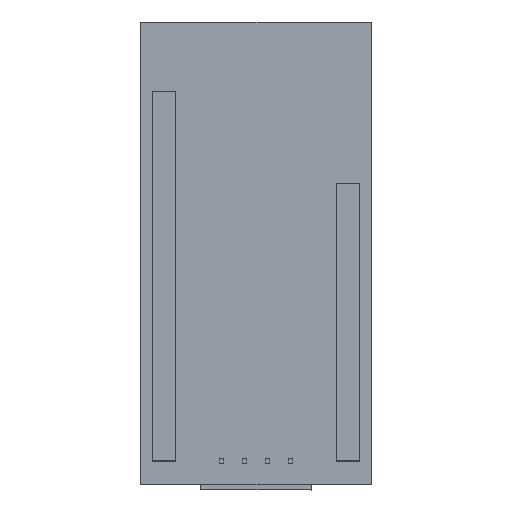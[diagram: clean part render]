
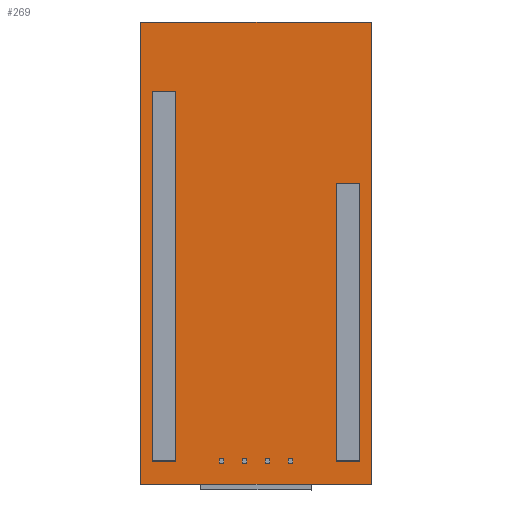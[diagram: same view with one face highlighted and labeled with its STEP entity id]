
A CAD part, top view. The second image highlights one B-rep face of the part: STEP entity #269.
In plain terms, the highlighted planar face has unit normal (0, 0, 1).
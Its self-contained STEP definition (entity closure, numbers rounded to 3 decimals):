
#76 = VERTEX_POINT('',#77);
#77 = CARTESIAN_POINT('',(88.9,102.87,0.411));
#83 = EDGE_CURVE('',#76,#84,#86,.T.);
#84 = VERTEX_POINT('',#85);
#85 = CARTESIAN_POINT('',(101.6,102.87,0.411));
#86 = LINE('',#87,#88);
#87 = CARTESIAN_POINT('',(88.9,102.87,0.411));
#88 = VECTOR('',#89,1.);
#89 = DIRECTION('',(1.,0.,0.));
#114 = EDGE_CURVE('',#84,#115,#117,.T.);
#115 = VERTEX_POINT('',#116);
#116 = CARTESIAN_POINT('',(114.3,102.87,0.411));
#117 = LINE('',#118,#119);
#118 = CARTESIAN_POINT('',(101.6,102.87,0.411));
#119 = VECTOR('',#120,1.);
#120 = DIRECTION('',(1.,0.,0.));
#145 = EDGE_CURVE('',#115,#146,#148,.T.);
#146 = VERTEX_POINT('',#147);
#147 = CARTESIAN_POINT('',(114.3,52.07,0.411));
#148 = LINE('',#149,#150);
#149 = CARTESIAN_POINT('',(114.3,102.87,0.411));
#150 = VECTOR('',#151,1.);
#151 = DIRECTION('',(0.,-1.,0.));
#176 = EDGE_CURVE('',#146,#177,#179,.T.);
#177 = VERTEX_POINT('',#178);
#178 = CARTESIAN_POINT('',(101.6,52.07,0.411));
#179 = LINE('',#180,#181);
#180 = CARTESIAN_POINT('',(114.3,52.07,0.411));
#181 = VECTOR('',#182,1.);
#182 = DIRECTION('',(-1.,0.,0.));
#207 = EDGE_CURVE('',#177,#208,#210,.T.);
#208 = VERTEX_POINT('',#209);
#209 = CARTESIAN_POINT('',(88.9,52.07,0.411));
#210 = LINE('',#211,#212);
#211 = CARTESIAN_POINT('',(101.6,52.07,0.411));
#212 = VECTOR('',#213,1.);
#213 = DIRECTION('',(-1.,0.,0.));
#238 = EDGE_CURVE('',#208,#76,#239,.T.);
#239 = LINE('',#240,#241);
#240 = CARTESIAN_POINT('',(88.9,52.07,0.411));
#241 = VECTOR('',#242,1.);
#242 = DIRECTION('',(0.,1.,0.));
#269 = ADVANCED_FACE('',(#270),#278,.T.);
#270 = FACE_BOUND('',#271,.F.);
#271 = EDGE_LOOP('',(#272,#273,#274,#275,#276,#277));
#272 = ORIENTED_EDGE('',*,*,#83,.T.);
#273 = ORIENTED_EDGE('',*,*,#114,.T.);
#274 = ORIENTED_EDGE('',*,*,#145,.T.);
#275 = ORIENTED_EDGE('',*,*,#176,.T.);
#276 = ORIENTED_EDGE('',*,*,#207,.T.);
#277 = ORIENTED_EDGE('',*,*,#238,.T.);
#278 = PLANE('',#279);
#279 = AXIS2_PLACEMENT_3D('',#280,#281,#282);
#280 = CARTESIAN_POINT('',(88.9,102.87,0.411));
#281 = DIRECTION('',(0.,0.,1.));
#282 = DIRECTION('',(1.,0.,0.));
